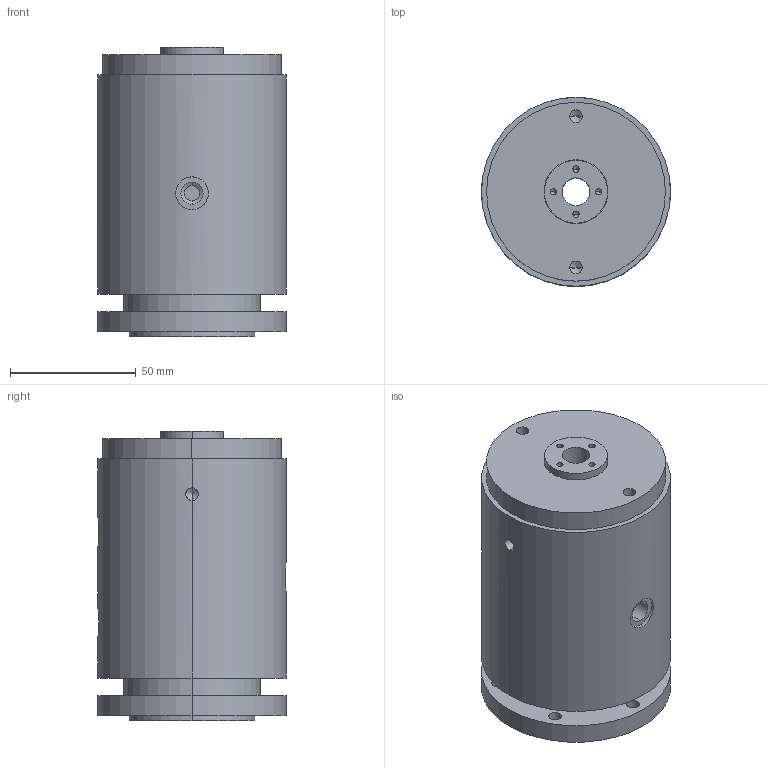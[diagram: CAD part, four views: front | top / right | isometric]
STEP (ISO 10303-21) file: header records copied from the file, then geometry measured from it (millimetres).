
FILE_DESCRIPTION (( 'STEP AP203' ), '1' );
FILE_NAME ('RQ300-02.STEP', '2020-07-29T00:18:38', ( '微软用户' ), ( '微软中国' ), 'SwSTEP 2.0', 'SolidWorks 2014', '' );
FILE_SCHEMA (( 'CONFIG_CONTROL_DESIGN' ));
Length unit declared in the file: millimetre
Products named in the file (1): RQ300-02
Bounding box: 75 x 75 x 115 mm (x, y, z)
Volume: 452532.2 mm3; surface area: 48502.9 mm2
Topology: 1 solids, 1 shells, 119 faces, 276 edges, 162 vertices
Faces by surface type: cylinder 75, cone 28, plane 16
Entity records: 3750 total; most frequent: CARTESIAN_POINT 933, DIRECTION 626, ORIENTED_EDGE 520, AXIS2_PLACEMENT_3D 260, EDGE_CURVE 260, VERTEX_POINT 162, EDGE_LOOP 154, CIRCLE 140
